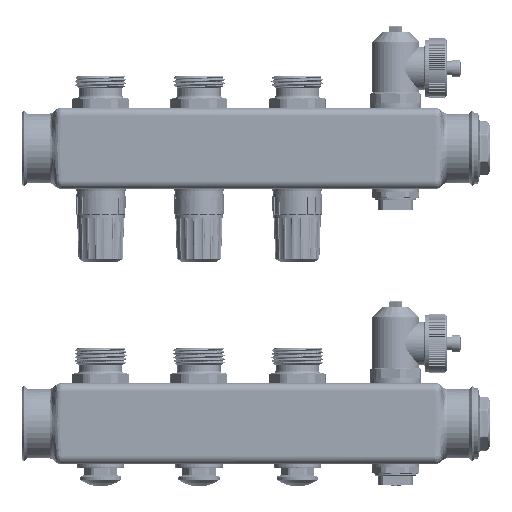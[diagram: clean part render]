
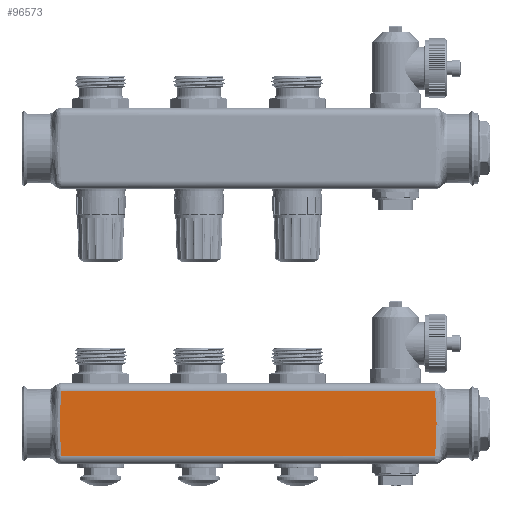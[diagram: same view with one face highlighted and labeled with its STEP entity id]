
A CAD part, front view. The second image highlights one B-rep face of the part: STEP entity #96573.
In plain terms, the highlighted planar face has unit normal (0, -1, 0).
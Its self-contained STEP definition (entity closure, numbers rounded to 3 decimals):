
#93182=CARTESIAN_POINT('',(19.869,-20.,
16.5));
#93345=CARTESIAN_POINT('',(19.869,-20.,
-16.5));
#93353=CARTESIAN_POINT('',(210.131,-20.,16.5));
#93354=CARTESIAN_POINT('',(210.131,-20.,16.5));
#93355=CARTESIAN_POINT('',(210.154,-20.,
15.975));
#93356=CARTESIAN_POINT('',(210.2,-20.,
14.962));
#93357=CARTESIAN_POINT('',(210.277,-20.,
13.498));
#93358=CARTESIAN_POINT('',(210.354,-20.,
12.149));
#93359=CARTESIAN_POINT('',(210.429,-20.,
10.918));
#93360=CARTESIAN_POINT('',(210.499,-20.,9.79));
#93361=CARTESIAN_POINT('',(210.563,-20.,8.715));
#93362=CARTESIAN_POINT('',(210.623,-20.,7.651));
#93363=CARTESIAN_POINT('',(210.676,-20.,6.582));
#93364=CARTESIAN_POINT('',(210.722,-20.,5.515));
#93365=CARTESIAN_POINT('',(210.759,-20.,4.436));
#93366=CARTESIAN_POINT('',(210.788,-20.,3.303));
#93367=CARTESIAN_POINT('',(210.81,-20.,2.063));
#93368=CARTESIAN_POINT('',(210.822,-20.,0.726));
#93369=CARTESIAN_POINT('',(210.823,-20.,-0.624));
#93370=CARTESIAN_POINT('',(210.812,-20.,-1.89));
#93371=CARTESIAN_POINT('',(210.793,-20.,-3.049));
#93372=CARTESIAN_POINT('',(210.767,-20.,-4.142));
#93373=CARTESIAN_POINT('',(210.733,-20.,-5.215));
#93374=CARTESIAN_POINT('',(210.69,-20.,-6.285));
#93375=CARTESIAN_POINT('',(210.638,-20.,-7.35));
#93376=CARTESIAN_POINT('',(210.581,-20.,-8.412));
#93377=CARTESIAN_POINT('',(210.516,-20.,-9.503));
#93378=CARTESIAN_POINT('',(210.445,-20.,-10.668));
#93379=CARTESIAN_POINT('',(210.367,-20.,-11.94));
#93380=CARTESIAN_POINT('',(210.286,-20.,-13.333));
#93381=CARTESIAN_POINT('',(210.205,-20.,-14.866));
#93382=CARTESIAN_POINT('',(210.155,-20.,-15.937));
#93383=CARTESIAN_POINT('',(210.131,-20.,-16.5));
#93385=CARTESIAN_POINT('',(19.869,-20.,-16.5));
#93386=CARTESIAN_POINT('',(19.869,-20.,-16.5));
#93387=CARTESIAN_POINT('',(19.846,-20.,
-15.97));
#93388=CARTESIAN_POINT('',(19.799,-20.,
-14.949));
#93389=CARTESIAN_POINT('',(19.722,-20.,
-13.477));
#93390=CARTESIAN_POINT('',(19.644,-20.,
-12.127));
#93391=CARTESIAN_POINT('',(19.57,-20.,
-10.9));
#93392=CARTESIAN_POINT('',(19.5,-20.,
-9.773));
#93393=CARTESIAN_POINT('',(19.436,-20.,-8.698));
#93394=CARTESIAN_POINT('',(19.376,-20.,-7.634));
#93395=CARTESIAN_POINT('',(19.323,-20.,-6.565));
#93396=CARTESIAN_POINT('',(19.278,-20.,-5.497));
#93397=CARTESIAN_POINT('',(19.241,-20.,-4.418));
#93398=CARTESIAN_POINT('',(19.211,-20.,-3.287));
#93399=CARTESIAN_POINT('',(19.189,-20.,-2.049));
#93400=CARTESIAN_POINT('',(19.177,-20.,-0.712));
#93401=CARTESIAN_POINT('',(19.177,-20.,0.638));
#93402=CARTESIAN_POINT('',(19.188,-20.,1.905));
#93403=CARTESIAN_POINT('',(19.207,-20.,3.064));
#93404=CARTESIAN_POINT('',(19.233,-20.,4.156));
#93405=CARTESIAN_POINT('',(19.268,-20.,5.228));
#93406=CARTESIAN_POINT('',(19.311,-20.,6.298));
#93407=CARTESIAN_POINT('',(19.362,-20.,7.362));
#93408=CARTESIAN_POINT('',(19.42,-20.,8.423));
#93409=CARTESIAN_POINT('',(19.484,-20.,9.513));
#93410=CARTESIAN_POINT('',(19.556,-20.,
10.677));
#93411=CARTESIAN_POINT('',(19.634,-20.,
11.947));
#93412=CARTESIAN_POINT('',(19.714,-20.,
13.336));
#93413=CARTESIAN_POINT('',(19.795,-20.,
14.866));
#93414=CARTESIAN_POINT('',(19.845,-20.,
15.936));
#93415=CARTESIAN_POINT('',(19.869,-20.,16.5));
#93416=CARTESIAN_POINT('',(19.869,-20.,16.5));
#94309=DIRECTION('',(-1.,0.,0.));
#94310=VECTOR('',#94309,190.263);
#94311=CARTESIAN_POINT('',(210.131,-20.,
16.5));
#94312=LINE('',#94311,#94310);
#94971=DIRECTION('',(1.,0.,0.));
#94972=VECTOR('',#94971,190.263);
#94973=CARTESIAN_POINT('',(19.869,-20.,
-16.5));
#94974=LINE('',#94973,#94972);
#95342=VERTEX_POINT('',#93182);
#95357=VERTEX_POINT('',#93345);
#95359=VERTEX_POINT('',#93353);
#95360=VERTEX_POINT('',#93383);
#96559=CARTESIAN_POINT('',(115.,-20.,0.));
#96560=DIRECTION('',(0.,1.,0.));
#96561=DIRECTION('',(1.,0.,0.));
#96562=AXIS2_PLACEMENT_3D('',#96559,#96560,#96561);
#96563=PLANE('',#96562);
#96565=ORIENTED_EDGE('',*,*,#96564,.T.);
#96567=ORIENTED_EDGE('',*,*,#96566,.F.);
#96568=ORIENTED_EDGE('',*,*,#96553,.T.);
#96570=ORIENTED_EDGE('',*,*,#96569,.F.);
#96571=EDGE_LOOP('',(#96565,#96567,#96568,#96570));
#96572=FACE_OUTER_BOUND('',#96571,.F.);
#96573=ADVANCED_FACE('',(#96572),#96563,.F.);
#93384=B_SPLINE_CURVE_WITH_KNOTS('',3,(#93353,#93354,#93355,#93356,#93357,
#93358,#93359,#93360,#93361,#93362,#93363,#93364,#93365,#93366,#93367,#93368,
#93369,#93370,#93371,#93372,#93373,#93374,#93375,#93376,#93377,#93378,#93379,
#93380,#93381,#93382,#93383),.UNSPECIFIED.,.F.,.F.,(4,1,1,1,1,1,1,1,1,1,1,1,1,1,
1,1,1,1,1,1,1,1,1,1,1,1,1,1,4),(0.,0.,0.047,
0.091,0.132,0.17,0.203,
0.235,0.268,0.3,0.333,
0.365,0.399,0.436,0.478,
0.52,0.558,0.593,0.625,
0.658,0.691,0.723,0.755,
0.788,0.823,0.861,0.903,
0.949,1.),.UNSPECIFIED.);
#93417=B_SPLINE_CURVE_WITH_KNOTS('',3,(#93385,#93386,#93387,#93388,#93389,
#93390,#93391,#93392,#93393,#93394,#93395,#93396,#93397,#93398,#93399,#93400,
#93401,#93402,#93403,#93404,#93405,#93406,#93407,#93408,#93409,#93410,#93411,
#93412,#93413,#93414,#93415,#93416),.UNSPECIFIED.,.F.,.F.,(4,1,1,1,1,1,1,1,1,1,
1,1,1,1,1,1,1,1,1,1,1,1,1,1,1,1,1,1,1,4),(0.,0.,
0.048,0.092,0.133,0.17,
0.204,0.236,0.268,0.301,
0.333,0.366,0.399,0.436,
0.478,0.521,0.559,0.593,
0.626,0.658,0.691,0.724,
0.756,0.788,0.823,0.862,
0.903,0.949,1.,1.),.UNSPECIFIED.);
#96553=EDGE_CURVE('',#95357,#95342,#93417,.T.);
#96564=EDGE_CURVE('',#95359,#95360,#93384,.T.);
#96566=EDGE_CURVE('',#95357,#95360,#94974,.T.);
#96569=EDGE_CURVE('',#95359,#95342,#94312,.T.);
